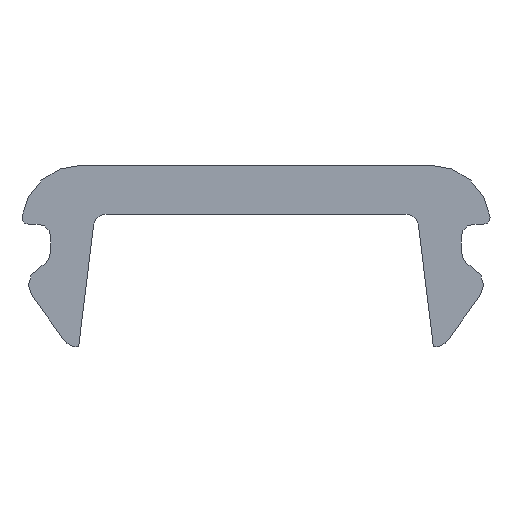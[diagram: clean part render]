
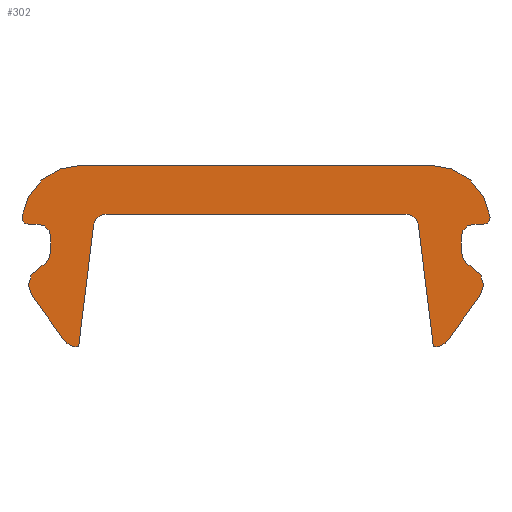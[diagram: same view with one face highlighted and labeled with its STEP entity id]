
A CAD part, left-side view. The second image highlights one B-rep face of the part: STEP entity #302.
In plain terms, the highlighted planar face has unit normal (-1, 0, 0).
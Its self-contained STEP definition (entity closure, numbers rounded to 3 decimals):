
#55=AXIS2_PLACEMENT_3D('Circle Axis2P3D',#53,#54,$) ;
#99=AXIS2_PLACEMENT_3D('Plane Axis2P3D',#96,#97,#98) ;
#117=AXIS2_PLACEMENT_3D('Circle Axis2P3D',#115,#116,$) ;
#124=AXIS2_PLACEMENT_3D('Circle Axis2P3D',#122,#123,$) ;
#138=AXIS2_PLACEMENT_3D('Circle Axis2P3D',#136,#137,$) ;
#145=AXIS2_PLACEMENT_3D('Circle Axis2P3D',#143,#144,$) ;
#159=AXIS2_PLACEMENT_3D('Circle Axis2P3D',#157,#158,$) ;
#173=AXIS2_PLACEMENT_3D('Circle Axis2P3D',#171,#172,$) ;
#187=AXIS2_PLACEMENT_3D('Circle Axis2P3D',#185,#186,$) ;
#194=AXIS2_PLACEMENT_3D('Circle Axis2P3D',#192,#193,$) ;
#208=AXIS2_PLACEMENT_3D('Circle Axis2P3D',#206,#207,$) ;
#215=AXIS2_PLACEMENT_3D('Circle Axis2P3D',#213,#214,$) ;
#229=AXIS2_PLACEMENT_3D('Circle Axis2P3D',#227,#228,$) ;
#243=AXIS2_PLACEMENT_3D('Circle Axis2P3D',#241,#242,$) ;
#250=AXIS2_PLACEMENT_3D('Circle Axis2P3D',#248,#249,$) ;
#264=AXIS2_PLACEMENT_3D('Circle Axis2P3D',#262,#263,$) ;
#271=AXIS2_PLACEMENT_3D('Circle Axis2P3D',#269,#270,$) ;
#53=CARTESIAN_POINT('Axis2P3D Location',(0.,7.187,1.752)) ;
#57=CARTESIAN_POINT('Vertex',(0.,7.187,1.952)) ;
#59=CARTESIAN_POINT('Vertex',(0.,6.987,1.752)) ;
#96=CARTESIAN_POINT('Axis2P3D Location',(0.,7.345,2.052)) ;
#101=CARTESIAN_POINT('Line Origine',(0.,7.266,1.952)) ;
#105=CARTESIAN_POINT('Vertex',(0.,7.345,1.952)) ;
#108=CARTESIAN_POINT('Line Origine',(0.,6.987,1.644)) ;
#112=CARTESIAN_POINT('Vertex',(0.,6.987,1.536)) ;
#115=CARTESIAN_POINT('Axis2P3D Location',(0.,7.287,1.536)) ;
#119=CARTESIAN_POINT('Vertex',(0.,7.165,1.262)) ;
#122=CARTESIAN_POINT('Axis2P3D Location',(0.,7.042,0.988)) ;
#126=CARTESIAN_POINT('Vertex',(0.,7.285,0.812)) ;
#129=CARTESIAN_POINT('Line Origine',(0.,7.035,0.468)) ;
#133=CARTESIAN_POINT('Vertex',(0.,6.785,0.124)) ;
#136=CARTESIAN_POINT('Axis2P3D Location',(0.,6.567,0.254)) ;
#140=CARTESIAN_POINT('Vertex',(0.,6.567,0.)) ;
#143=CARTESIAN_POINT('Axis2P3D Location',(0.,6.567,0.254)) ;
#147=CARTESIAN_POINT('Vertex',(0.,6.543,0.001)) ;
#150=CARTESIAN_POINT('Line Origine',(0.,6.424,0.969)) ;
#154=CARTESIAN_POINT('Vertex',(0.,6.306,1.936)) ;
#157=CARTESIAN_POINT('Axis2P3D Location',(0.,6.107,1.912)) ;
#161=CARTESIAN_POINT('Vertex',(0.,6.107,2.112)) ;
#164=CARTESIAN_POINT('Line Origine',(0.,3.722,2.112)) ;
#168=CARTESIAN_POINT('Vertex',(0.,1.337,2.112)) ;
#171=CARTESIAN_POINT('Axis2P3D Location',(0.,1.337,1.912)) ;
#175=CARTESIAN_POINT('Vertex',(0.,1.138,1.936)) ;
#178=CARTESIAN_POINT('Line Origine',(0.,1.02,0.969)) ;
#182=CARTESIAN_POINT('Vertex',(0.,0.901,0.001)) ;
#185=CARTESIAN_POINT('Axis2P3D Location',(0.,0.877,0.254)) ;
#189=CARTESIAN_POINT('Vertex',(0.,0.877,0.)) ;
#192=CARTESIAN_POINT('Axis2P3D Location',(0.,0.877,0.254)) ;
#196=CARTESIAN_POINT('Vertex',(0.,0.659,0.124)) ;
#199=CARTESIAN_POINT('Line Origine',(0.,0.409,0.468)) ;
#203=CARTESIAN_POINT('Vertex',(0.,0.159,0.812)) ;
#206=CARTESIAN_POINT('Axis2P3D Location',(0.,0.402,0.988)) ;
#210=CARTESIAN_POINT('Vertex',(0.,0.279,1.262)) ;
#213=CARTESIAN_POINT('Axis2P3D Location',(0.,0.157,1.536)) ;
#217=CARTESIAN_POINT('Vertex',(0.,0.457,1.536)) ;
#220=CARTESIAN_POINT('Line Origine',(0.,0.457,1.644)) ;
#224=CARTESIAN_POINT('Vertex',(0.,0.457,1.752)) ;
#227=CARTESIAN_POINT('Axis2P3D Location',(0.,0.257,1.752)) ;
#231=CARTESIAN_POINT('Vertex',(0.,0.257,1.952)) ;
#234=CARTESIAN_POINT('Line Origine',(0.,0.178,1.952)) ;
#238=CARTESIAN_POINT('Vertex',(0.,0.099,1.952)) ;
#241=CARTESIAN_POINT('Axis2P3D Location',(0.,0.099,2.052)) ;
#245=CARTESIAN_POINT('Vertex',(0.,0.,2.065)) ;
#248=CARTESIAN_POINT('Axis2P3D Location',(0.,0.942,1.942)) ;
#252=CARTESIAN_POINT('Vertex',(0.,0.942,2.892)) ;
#255=CARTESIAN_POINT('Line Origine',(0.,3.722,2.892)) ;
#259=CARTESIAN_POINT('Vertex',(0.,6.502,2.892)) ;
#262=CARTESIAN_POINT('Axis2P3D Location',(0.,6.502,1.942)) ;
#266=CARTESIAN_POINT('Vertex',(0.,7.444,2.065)) ;
#269=CARTESIAN_POINT('Axis2P3D Location',(0.,7.345,2.052)) ;
#54=DIRECTION('Axis2P3D Direction',(1.,0.,0.)) ;
#97=DIRECTION('Axis2P3D Direction',(1.,0.,-0.)) ;
#98=DIRECTION('Axis2P3D XDirection',(0.,0.,1.)) ;
#102=DIRECTION('Vector Direction',(0.,1.,0.)) ;
#109=DIRECTION('Vector Direction',(0.,0.,1.)) ;
#116=DIRECTION('Axis2P3D Direction',(1.,0.,-0.)) ;
#123=DIRECTION('Axis2P3D Direction',(1.,0.,-0.)) ;
#130=DIRECTION('Vector Direction',(0.,0.588,0.809)) ;
#137=DIRECTION('Axis2P3D Direction',(1.,0.,-0.)) ;
#144=DIRECTION('Axis2P3D Direction',(1.,0.,-0.)) ;
#151=DIRECTION('Vector Direction',(0.,0.122,-0.993)) ;
#158=DIRECTION('Axis2P3D Direction',(1.,0.,-0.)) ;
#165=DIRECTION('Vector Direction',(0.,1.,0.)) ;
#172=DIRECTION('Axis2P3D Direction',(1.,0.,-0.)) ;
#179=DIRECTION('Vector Direction',(0.,0.122,0.993)) ;
#186=DIRECTION('Axis2P3D Direction',(1.,0.,-0.)) ;
#193=DIRECTION('Axis2P3D Direction',(1.,0.,-0.)) ;
#200=DIRECTION('Vector Direction',(0.,0.588,-0.809)) ;
#207=DIRECTION('Axis2P3D Direction',(1.,0.,-0.)) ;
#214=DIRECTION('Axis2P3D Direction',(1.,0.,-0.)) ;
#221=DIRECTION('Vector Direction',(0.,0.,-1.)) ;
#228=DIRECTION('Axis2P3D Direction',(1.,0.,-0.)) ;
#235=DIRECTION('Vector Direction',(0.,1.,0.)) ;
#242=DIRECTION('Axis2P3D Direction',(1.,0.,-0.)) ;
#249=DIRECTION('Axis2P3D Direction',(1.,0.,-0.)) ;
#256=DIRECTION('Vector Direction',(0.,-1.,0.)) ;
#263=DIRECTION('Axis2P3D Direction',(1.,0.,-0.)) ;
#270=DIRECTION('Axis2P3D Direction',(1.,0.,-0.)) ;
#103=VECTOR('Line Direction',#102,1.) ;
#110=VECTOR('Line Direction',#109,1.) ;
#131=VECTOR('Line Direction',#130,1.) ;
#152=VECTOR('Line Direction',#151,1.) ;
#166=VECTOR('Line Direction',#165,1.) ;
#180=VECTOR('Line Direction',#179,1.) ;
#201=VECTOR('Line Direction',#200,1.) ;
#222=VECTOR('Line Direction',#221,1.) ;
#236=VECTOR('Line Direction',#235,1.) ;
#257=VECTOR('Line Direction',#256,1.) ;
#275=ORIENTED_EDGE('',*,*,#107,.F.) ;
#276=ORIENTED_EDGE('',*,*,#61,.T.) ;
#277=ORIENTED_EDGE('',*,*,#114,.F.) ;
#278=ORIENTED_EDGE('',*,*,#121,.T.) ;
#279=ORIENTED_EDGE('',*,*,#128,.F.) ;
#280=ORIENTED_EDGE('',*,*,#135,.F.) ;
#281=ORIENTED_EDGE('',*,*,#142,.F.) ;
#282=ORIENTED_EDGE('',*,*,#149,.F.) ;
#283=ORIENTED_EDGE('',*,*,#156,.F.) ;
#284=ORIENTED_EDGE('',*,*,#163,.T.) ;
#285=ORIENTED_EDGE('',*,*,#170,.F.) ;
#286=ORIENTED_EDGE('',*,*,#177,.T.) ;
#287=ORIENTED_EDGE('',*,*,#184,.F.) ;
#288=ORIENTED_EDGE('',*,*,#191,.F.) ;
#289=ORIENTED_EDGE('',*,*,#198,.F.) ;
#290=ORIENTED_EDGE('',*,*,#205,.F.) ;
#291=ORIENTED_EDGE('',*,*,#212,.F.) ;
#292=ORIENTED_EDGE('',*,*,#219,.T.) ;
#293=ORIENTED_EDGE('',*,*,#226,.F.) ;
#294=ORIENTED_EDGE('',*,*,#233,.T.) ;
#295=ORIENTED_EDGE('',*,*,#240,.F.) ;
#296=ORIENTED_EDGE('',*,*,#247,.F.) ;
#297=ORIENTED_EDGE('',*,*,#254,.F.) ;
#298=ORIENTED_EDGE('',*,*,#261,.F.) ;
#299=ORIENTED_EDGE('',*,*,#268,.F.) ;
#300=ORIENTED_EDGE('',*,*,#273,.F.) ;
#302=ADVANCED_FACE('V1',(#301),#100,.F.) ;
#56=CIRCLE('generated circle',#55,0.2) ;
#118=CIRCLE('generated circle',#117,0.3) ;
#125=CIRCLE('generated circle',#124,0.3) ;
#139=CIRCLE('generated circle',#138,0.254) ;
#146=CIRCLE('generated circle',#145,0.254) ;
#160=CIRCLE('generated circle',#159,0.2) ;
#174=CIRCLE('generated circle',#173,0.2) ;
#188=CIRCLE('generated circle',#187,0.254) ;
#195=CIRCLE('generated circle',#194,0.254) ;
#209=CIRCLE('generated circle',#208,0.3) ;
#216=CIRCLE('generated circle',#215,0.3) ;
#230=CIRCLE('generated circle',#229,0.2) ;
#244=CIRCLE('generated circle',#243,0.1) ;
#251=CIRCLE('generated circle',#250,0.95) ;
#265=CIRCLE('generated circle',#264,0.95) ;
#272=CIRCLE('generated circle',#271,0.1) ;
#61=EDGE_CURVE('',#58,#60,#56,.T.) ;
#107=EDGE_CURVE('',#58,#106,#104,.T.) ;
#114=EDGE_CURVE('',#113,#60,#111,.T.) ;
#121=EDGE_CURVE('',#113,#120,#118,.T.) ;
#128=EDGE_CURVE('',#127,#120,#125,.T.) ;
#135=EDGE_CURVE('',#134,#127,#132,.T.) ;
#142=EDGE_CURVE('',#141,#134,#139,.T.) ;
#149=EDGE_CURVE('',#148,#141,#146,.T.) ;
#156=EDGE_CURVE('',#155,#148,#153,.T.) ;
#163=EDGE_CURVE('',#155,#162,#160,.T.) ;
#170=EDGE_CURVE('',#169,#162,#167,.T.) ;
#177=EDGE_CURVE('',#169,#176,#174,.T.) ;
#184=EDGE_CURVE('',#183,#176,#181,.T.) ;
#191=EDGE_CURVE('',#190,#183,#188,.T.) ;
#198=EDGE_CURVE('',#197,#190,#195,.T.) ;
#205=EDGE_CURVE('',#204,#197,#202,.T.) ;
#212=EDGE_CURVE('',#211,#204,#209,.T.) ;
#219=EDGE_CURVE('',#211,#218,#216,.T.) ;
#226=EDGE_CURVE('',#225,#218,#223,.T.) ;
#233=EDGE_CURVE('',#225,#232,#230,.T.) ;
#240=EDGE_CURVE('',#239,#232,#237,.T.) ;
#247=EDGE_CURVE('',#246,#239,#244,.T.) ;
#254=EDGE_CURVE('',#253,#246,#251,.T.) ;
#261=EDGE_CURVE('',#260,#253,#258,.T.) ;
#268=EDGE_CURVE('',#267,#260,#265,.T.) ;
#273=EDGE_CURVE('',#106,#267,#272,.T.) ;
#274=EDGE_LOOP('',(#275,#276,#277,#278,#279,#280,#281,#282,#283,#284,#285,#286,#287,#288,#289,#290,#291,#292,#293,#294,#295,#296,#297,#298,#299,#300)) ;
#301=FACE_OUTER_BOUND('',#274,.T.) ;
#104=LINE('Line',#101,#103) ;
#111=LINE('Line',#108,#110) ;
#132=LINE('Line',#129,#131) ;
#153=LINE('Line',#150,#152) ;
#167=LINE('Line',#164,#166) ;
#181=LINE('Line',#178,#180) ;
#202=LINE('Line',#199,#201) ;
#223=LINE('Line',#220,#222) ;
#237=LINE('Line',#234,#236) ;
#258=LINE('Line',#255,#257) ;
#100=PLANE('',#99) ;
#58=VERTEX_POINT('',#57) ;
#60=VERTEX_POINT('',#59) ;
#106=VERTEX_POINT('',#105) ;
#113=VERTEX_POINT('',#112) ;
#120=VERTEX_POINT('',#119) ;
#127=VERTEX_POINT('',#126) ;
#134=VERTEX_POINT('',#133) ;
#141=VERTEX_POINT('',#140) ;
#148=VERTEX_POINT('',#147) ;
#155=VERTEX_POINT('',#154) ;
#162=VERTEX_POINT('',#161) ;
#169=VERTEX_POINT('',#168) ;
#176=VERTEX_POINT('',#175) ;
#183=VERTEX_POINT('',#182) ;
#190=VERTEX_POINT('',#189) ;
#197=VERTEX_POINT('',#196) ;
#204=VERTEX_POINT('',#203) ;
#211=VERTEX_POINT('',#210) ;
#218=VERTEX_POINT('',#217) ;
#225=VERTEX_POINT('',#224) ;
#232=VERTEX_POINT('',#231) ;
#239=VERTEX_POINT('',#238) ;
#246=VERTEX_POINT('',#245) ;
#253=VERTEX_POINT('',#252) ;
#260=VERTEX_POINT('',#259) ;
#267=VERTEX_POINT('',#266) ;
